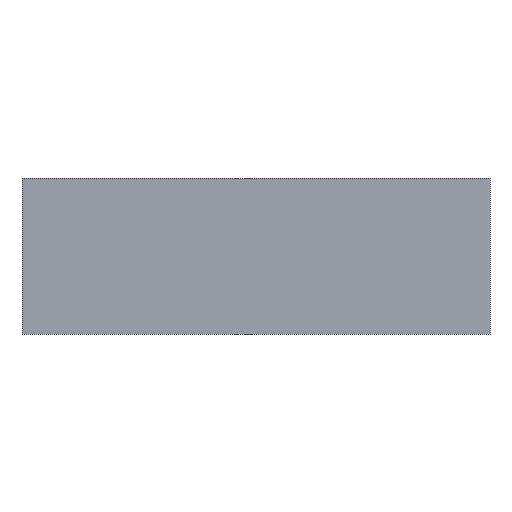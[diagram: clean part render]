
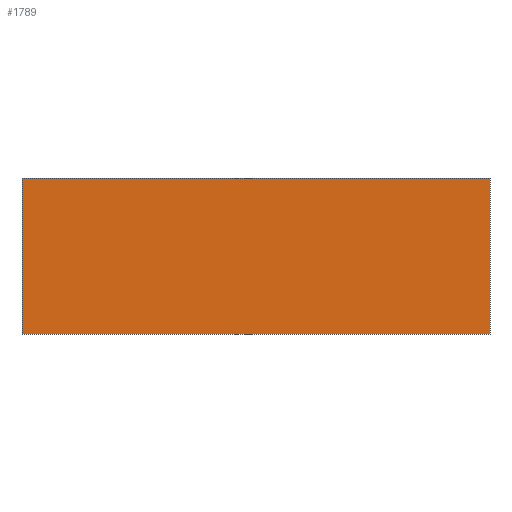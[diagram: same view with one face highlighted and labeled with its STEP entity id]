
A CAD part, front view. The second image highlights one B-rep face of the part: STEP entity #1789.
In plain terms, the highlighted planar face has unit normal (0, -1, 0).
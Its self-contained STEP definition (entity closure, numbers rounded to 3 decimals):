
#1620 = PLANE('',#1621);
#1621 = AXIS2_PLACEMENT_3D('',#1622,#1623,#1624);
#1622 = CARTESIAN_POINT('',(-150.,-50.,-50.));
#1623 = DIRECTION('',(-1.,0.,0.));
#1624 = DIRECTION('',(0.,1.,0.));
#1648 = PLANE('',#1649);
#1649 = AXIS2_PLACEMENT_3D('',#1650,#1651,#1652);
#1650 = CARTESIAN_POINT('',(-150.,0.,50.));
#1651 = DIRECTION('',(0.,0.,1.));
#1652 = DIRECTION('',(1.,0.,0.));
#1676 = PLANE('',#1677);
#1677 = AXIS2_PLACEMENT_3D('',#1678,#1679,#1680);
#1678 = CARTESIAN_POINT('',(150.,0.,-50.));
#1679 = DIRECTION('',(1.,0.,-0.));
#1680 = DIRECTION('',(0.,-1.,0.));
#1702 = PLANE('',#1703);
#1703 = AXIS2_PLACEMENT_3D('',#1704,#1705,#1706);
#1704 = CARTESIAN_POINT('',(-150.,0.,-50.));
#1705 = DIRECTION('',(0.,0.,1.));
#1706 = DIRECTION('',(1.,0.,0.));
#1719 = VERTEX_POINT('',#1720);
#1720 = CARTESIAN_POINT('',(150.,-50.,50.));
#1741 = EDGE_CURVE('',#1742,#1719,#1744,.T.);
#1742 = VERTEX_POINT('',#1743);
#1743 = CARTESIAN_POINT('',(150.,-50.,-50.));
#1744 = SURFACE_CURVE('',#1745,(#1749,#1756),.PCURVE_S1.);
#1745 = LINE('',#1746,#1747);
#1746 = CARTESIAN_POINT('',(150.,-50.,-50.));
#1747 = VECTOR('',#1748,1.);
#1748 = DIRECTION('',(0.,0.,1.));
#1749 = PCURVE('',#1676,#1750);
#1750 = DEFINITIONAL_REPRESENTATION('',(#1751),#1755);
#1751 = LINE('',#1752,#1753);
#1752 = CARTESIAN_POINT('',(50.,0.));
#1753 = VECTOR('',#1754,1.);
#1754 = DIRECTION('',(0.,-1.));
#1755 = ( GEOMETRIC_REPRESENTATION_CONTEXT(2) 
PARAMETRIC_REPRESENTATION_CONTEXT() REPRESENTATION_CONTEXT('2D SPACE',''
  ) );
#1756 = PCURVE('',#1757,#1762);
#1757 = PLANE('',#1758);
#1758 = AXIS2_PLACEMENT_3D('',#1759,#1760,#1761);
#1759 = CARTESIAN_POINT('',(150.,-50.,-50.));
#1760 = DIRECTION('',(0.,-1.,0.));
#1761 = DIRECTION('',(-1.,0.,0.));
#1762 = DEFINITIONAL_REPRESENTATION('',(#1763),#1767);
#1763 = LINE('',#1764,#1765);
#1764 = CARTESIAN_POINT('',(0.,-0.));
#1765 = VECTOR('',#1766,1.);
#1766 = DIRECTION('',(0.,-1.));
#1767 = ( GEOMETRIC_REPRESENTATION_CONTEXT(2) 
PARAMETRIC_REPRESENTATION_CONTEXT() REPRESENTATION_CONTEXT('2D SPACE',''
  ) );
#1789 = ADVANCED_FACE('',(#1790),#1757,.T.);
#1790 = FACE_BOUND('',#1791,.T.);
#1791 = EDGE_LOOP('',(#1792,#1793,#1816,#1839));
#1792 = ORIENTED_EDGE('',*,*,#1741,.T.);
#1793 = ORIENTED_EDGE('',*,*,#1794,.T.);
#1794 = EDGE_CURVE('',#1719,#1795,#1797,.T.);
#1795 = VERTEX_POINT('',#1796);
#1796 = CARTESIAN_POINT('',(-150.,-50.,50.));
#1797 = SURFACE_CURVE('',#1798,(#1802,#1809),.PCURVE_S1.);
#1798 = LINE('',#1799,#1800);
#1799 = CARTESIAN_POINT('',(150.,-50.,50.));
#1800 = VECTOR('',#1801,1.);
#1801 = DIRECTION('',(-1.,0.,0.));
#1802 = PCURVE('',#1757,#1803);
#1803 = DEFINITIONAL_REPRESENTATION('',(#1804),#1808);
#1804 = LINE('',#1805,#1806);
#1805 = CARTESIAN_POINT('',(0.,-100.));
#1806 = VECTOR('',#1807,1.);
#1807 = DIRECTION('',(1.,0.));
#1808 = ( GEOMETRIC_REPRESENTATION_CONTEXT(2) 
PARAMETRIC_REPRESENTATION_CONTEXT() REPRESENTATION_CONTEXT('2D SPACE',''
  ) );
#1809 = PCURVE('',#1648,#1810);
#1810 = DEFINITIONAL_REPRESENTATION('',(#1811),#1815);
#1811 = LINE('',#1812,#1813);
#1812 = CARTESIAN_POINT('',(300.,-50.));
#1813 = VECTOR('',#1814,1.);
#1814 = DIRECTION('',(-1.,0.));
#1815 = ( GEOMETRIC_REPRESENTATION_CONTEXT(2) 
PARAMETRIC_REPRESENTATION_CONTEXT() REPRESENTATION_CONTEXT('2D SPACE',''
  ) );
#1816 = ORIENTED_EDGE('',*,*,#1817,.F.);
#1817 = EDGE_CURVE('',#1818,#1795,#1820,.T.);
#1818 = VERTEX_POINT('',#1819);
#1819 = CARTESIAN_POINT('',(-150.,-50.,-50.));
#1820 = SURFACE_CURVE('',#1821,(#1825,#1832),.PCURVE_S1.);
#1821 = LINE('',#1822,#1823);
#1822 = CARTESIAN_POINT('',(-150.,-50.,-50.));
#1823 = VECTOR('',#1824,1.);
#1824 = DIRECTION('',(0.,0.,1.));
#1825 = PCURVE('',#1757,#1826);
#1826 = DEFINITIONAL_REPRESENTATION('',(#1827),#1831);
#1827 = LINE('',#1828,#1829);
#1828 = CARTESIAN_POINT('',(300.,0.));
#1829 = VECTOR('',#1830,1.);
#1830 = DIRECTION('',(0.,-1.));
#1831 = ( GEOMETRIC_REPRESENTATION_CONTEXT(2) 
PARAMETRIC_REPRESENTATION_CONTEXT() REPRESENTATION_CONTEXT('2D SPACE',''
  ) );
#1832 = PCURVE('',#1620,#1833);
#1833 = DEFINITIONAL_REPRESENTATION('',(#1834),#1838);
#1834 = LINE('',#1835,#1836);
#1835 = CARTESIAN_POINT('',(0.,0.));
#1836 = VECTOR('',#1837,1.);
#1837 = DIRECTION('',(0.,-1.));
#1838 = ( GEOMETRIC_REPRESENTATION_CONTEXT(2) 
PARAMETRIC_REPRESENTATION_CONTEXT() REPRESENTATION_CONTEXT('2D SPACE',''
  ) );
#1839 = ORIENTED_EDGE('',*,*,#1840,.F.);
#1840 = EDGE_CURVE('',#1742,#1818,#1841,.T.);
#1841 = SURFACE_CURVE('',#1842,(#1846,#1853),.PCURVE_S1.);
#1842 = LINE('',#1843,#1844);
#1843 = CARTESIAN_POINT('',(150.,-50.,-50.));
#1844 = VECTOR('',#1845,1.);
#1845 = DIRECTION('',(-1.,0.,0.));
#1846 = PCURVE('',#1757,#1847);
#1847 = DEFINITIONAL_REPRESENTATION('',(#1848),#1852);
#1848 = LINE('',#1849,#1850);
#1849 = CARTESIAN_POINT('',(0.,-0.));
#1850 = VECTOR('',#1851,1.);
#1851 = DIRECTION('',(1.,0.));
#1852 = ( GEOMETRIC_REPRESENTATION_CONTEXT(2) 
PARAMETRIC_REPRESENTATION_CONTEXT() REPRESENTATION_CONTEXT('2D SPACE',''
  ) );
#1853 = PCURVE('',#1702,#1854);
#1854 = DEFINITIONAL_REPRESENTATION('',(#1855),#1859);
#1855 = LINE('',#1856,#1857);
#1856 = CARTESIAN_POINT('',(300.,-50.));
#1857 = VECTOR('',#1858,1.);
#1858 = DIRECTION('',(-1.,0.));
#1859 = ( GEOMETRIC_REPRESENTATION_CONTEXT(2) 
PARAMETRIC_REPRESENTATION_CONTEXT() REPRESENTATION_CONTEXT('2D SPACE',''
  ) );
